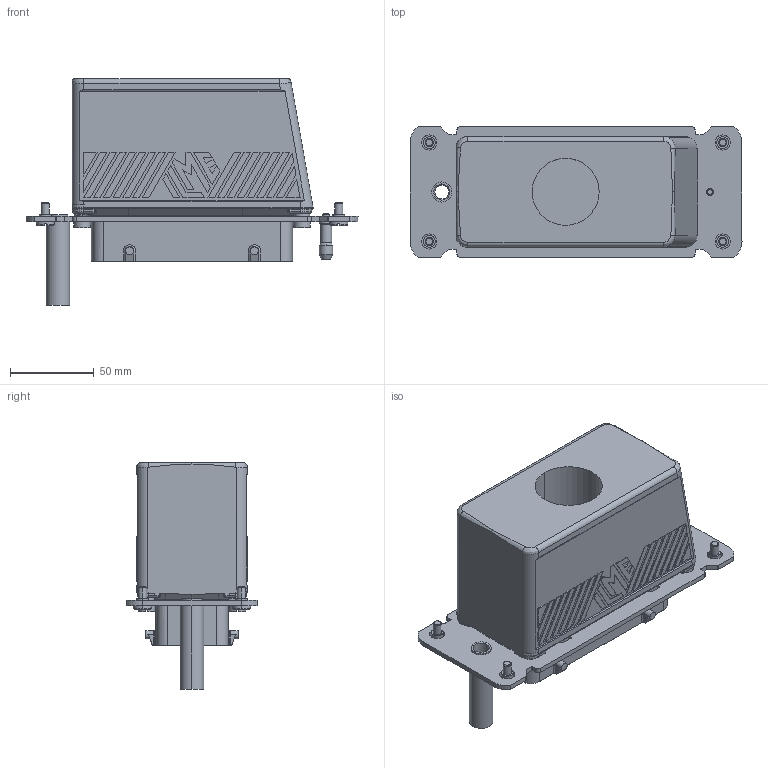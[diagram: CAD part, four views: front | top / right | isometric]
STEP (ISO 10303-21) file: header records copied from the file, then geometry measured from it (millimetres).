
FILE_DESCRIPTION(('Creo Elements/Direct Modeling STEP Export'),'2;1');
FILE_NAME('0ln7uvk52dl5e0n2288','2020-04-27T10:21:49',(''),(''),'Creo Elements/Direct Modeling STEP processor for AP214 (Solid Model)','Creo Elements/Direct Modeling 20.1B 02-Apr-2019 (C) Parametric Technology GmbH','');
FILE_SCHEMA(('AUTOMOTIVE_DESIGN { 1 0 10303 214 1 1 1 1 }'));
Products named in the file (2): MBV 24.40D
Assembly tree (1 placements, depth 2):
  MBV 24.40D
    MBV 24.40D
Bounding box: 198 x 78 x 135.21 mm (x, y, z)
Volume: 754257.7 mm3; surface area: 96723.7 mm2
Topology: 1 solids, 5 shells, 924 faces, 2331 edges, 1474 vertices
Faces by surface type: plane 474, cylinder 230, bspline 154, cone 46, torus 12, sphere 8
Entity records: 54476 total; most frequent: CARTESIAN_POINT 33718, ORIENTED_EDGE 4652, DIRECTION 3706, EDGE_CURVE 2324, VERTEX_POINT 1474, VECTOR 1358, LINE 1358, AXIS2_PLACEMENT_3D 1174
